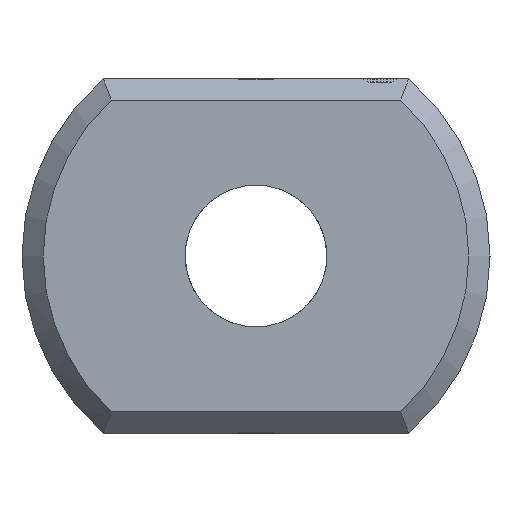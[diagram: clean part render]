
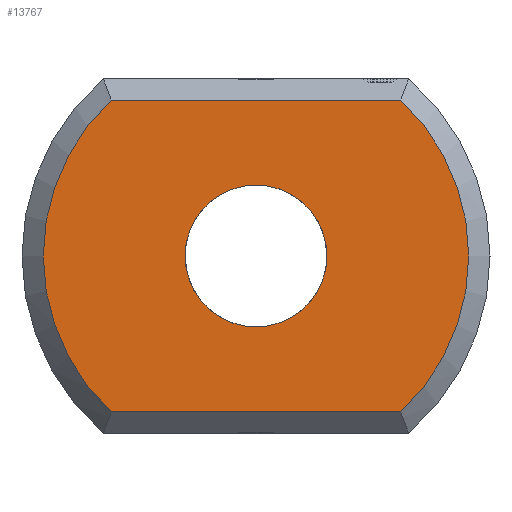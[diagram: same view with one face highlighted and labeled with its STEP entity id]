
A CAD part, left-side view. The second image highlights one B-rep face of the part: STEP entity #13767.
In plain terms, the highlighted planar face has unit normal (-1, 0, 0).
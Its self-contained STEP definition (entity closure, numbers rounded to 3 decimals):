
#3433 = VERTEX_POINT('',#3434);
#3434 = CARTESIAN_POINT('',(0.,-2.04,2.2));
#3443 = VERTEX_POINT('',#3444);
#3444 = CARTESIAN_POINT('',(0.,-2.04,-2.2));
#3451 = EDGE_CURVE('',#3433,#3443,#3452,.T.);
#3452 = CIRCLE('',#3453,3.);
#3453 = AXIS2_PLACEMENT_3D('',#3454,#3455,#3456);
#3454 = CARTESIAN_POINT('',(0.,0.,0.));
#3455 = DIRECTION('',(1.,0.,0.));
#3456 = DIRECTION('',(0.,-0.653,0.758)
  );
#3904 = VERTEX_POINT('',#3905);
#3905 = CARTESIAN_POINT('',(0.,2.04,2.2));
#3912 = EDGE_CURVE('',#3433,#3904,#3913,.T.);
#3913 = LINE('',#3914,#3915);
#3914 = CARTESIAN_POINT('',(0.,-2.154,2.2));
#3915 = VECTOR('',#3916,1.);
#3916 = DIRECTION('',(0.,1.,0.));
#13767 = ADVANCED_FACE('',(#13768,#13787),#13798,.F.);
#13768 = FACE_BOUND('',#13769,.F.);
#13769 = EDGE_LOOP('',(#13770,#13779,#13780,#13781));
#13770 = ORIENTED_EDGE('',*,*,#13771,.T.);
#13771 = EDGE_CURVE('',#13772,#3904,#13774,.T.);
#13772 = VERTEX_POINT('',#13773);
#13773 = CARTESIAN_POINT('',(0.,2.04,-2.2));
#13774 = CIRCLE('',#13775,3.);
#13775 = AXIS2_PLACEMENT_3D('',#13776,#13777,#13778);
#13776 = CARTESIAN_POINT('',(0.,0.,0.));
#13777 = DIRECTION('',(1.,0.,0.));
#13778 = DIRECTION('',(0.,0.653,-0.758)
  );
#13779 = ORIENTED_EDGE('',*,*,#3912,.F.);
#13780 = ORIENTED_EDGE('',*,*,#3451,.T.);
#13781 = ORIENTED_EDGE('',*,*,#13782,.T.);
#13782 = EDGE_CURVE('',#3443,#13772,#13783,.T.);
#13783 = LINE('',#13784,#13785);
#13784 = CARTESIAN_POINT('',(0.,-2.154,-2.2));
#13785 = VECTOR('',#13786,1.);
#13786 = DIRECTION('',(0.,1.,0.));
#13787 = FACE_BOUND('',#13788,.T.);
#13788 = EDGE_LOOP('',(#13789));
#13789 = ORIENTED_EDGE('',*,*,#13790,.T.);
#13790 = EDGE_CURVE('',#13791,#13791,#13793,.T.);
#13791 = VERTEX_POINT('',#13792);
#13792 = CARTESIAN_POINT('',(0.,1.,0.)
  );
#13793 = CIRCLE('',#13794,1.);
#13794 = AXIS2_PLACEMENT_3D('',#13795,#13796,#13797);
#13795 = CARTESIAN_POINT('',(0.,0.,0.));
#13796 = DIRECTION('',(1.,0.,0.));
#13797 = DIRECTION('',(0.,1.,0.));
#13798 = PLANE('',#13799);
#13799 = AXIS2_PLACEMENT_3D('',#13800,#13801,#13802);
#13800 = CARTESIAN_POINT('',(0.,0.,0.));
#13801 = DIRECTION('',(1.,0.,0.));
#13802 = DIRECTION('',(0.,0.,1.));
